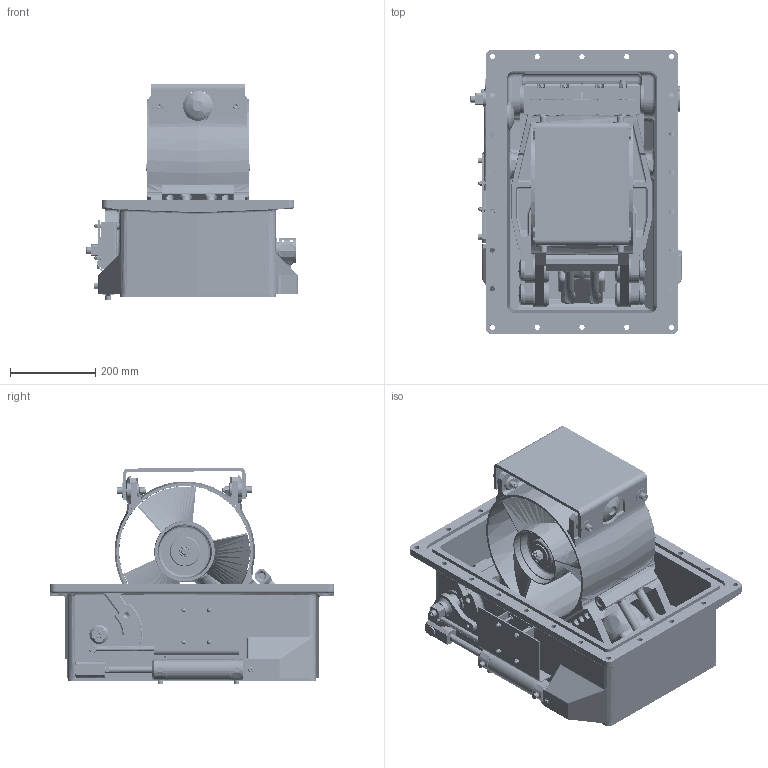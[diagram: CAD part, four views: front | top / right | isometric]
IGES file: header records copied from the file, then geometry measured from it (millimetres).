
Start section: START RECORD GO HERE.
Global section: file name: R300-close.igs; native system: DASSAULT SYSTEMES CATIA V5 R21 - www.3ds.com; preprocessor: CATIA Version 5 Release 21 ; author: panagiotis.davaris; organization: LALIZASMAIN; date: 20141205.132025; units: millimetre
Bounding box: 494 x 665 x 506.54 mm (x, y, z)
Surface area: 4776537.8 mm2 (no closed solid volume)
Topology: 0 solids, 0 shells, 5546 faces, 94608 edges, 94402 vertices
Faces by surface type: revolution 3331, plane 1851, bspline 364
